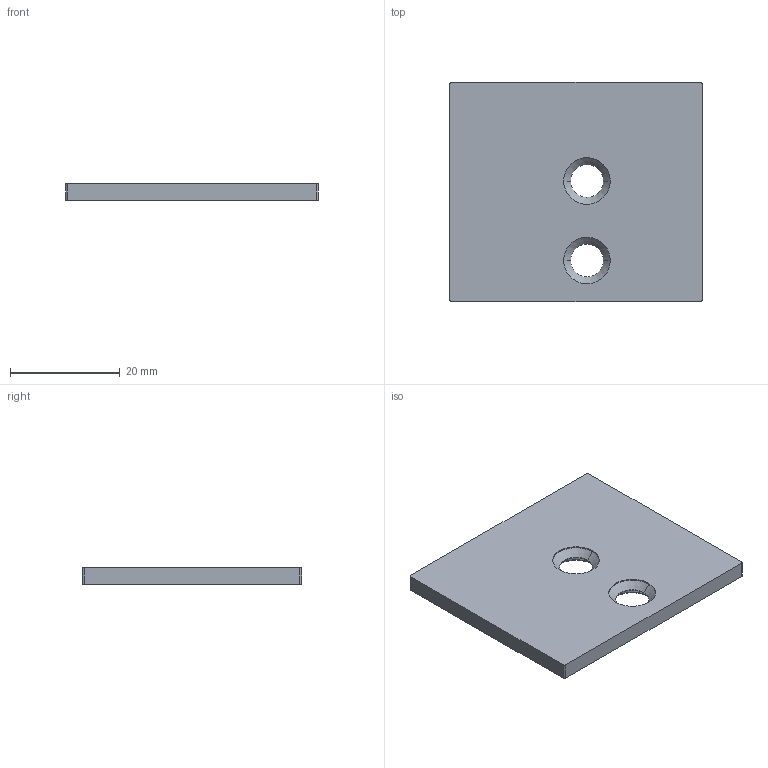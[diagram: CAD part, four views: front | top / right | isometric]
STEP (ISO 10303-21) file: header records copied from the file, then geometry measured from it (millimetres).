
FILE_DESCRIPTION (( 'STEP AP214' ), '1' );
FILE_NAME ('FG_CA45x40-R7016.STEP', '2024-11-11T08:35:34', ( '' ), ( '' ), 'SwSTEP 2.0', 'SolidWorks 2019', '' );
FILE_SCHEMA (( 'AUTOMOTIVE_DESIGN' ));
Length unit declared in the file: millimetre
Products named in the file (1): FG_CA45x40-R7016
Bounding box: 46 x 40 x 3 mm (x, y, z)
Volume: 5260.3 mm3; surface area: 4153.5 mm2
Topology: 1 solids, 1 shells, 30 faces, 68 edges, 40 vertices
Faces by surface type: cylinder 16, cone 8, plane 6
Entity records: 878 total; most frequent: DIRECTION 162, CARTESIAN_POINT 139, ORIENTED_EDGE 136, EDGE_CURVE 68, AXIS2_PLACEMENT_3D 63, VERTEX_POINT 40, VECTOR 36, LINE 36
